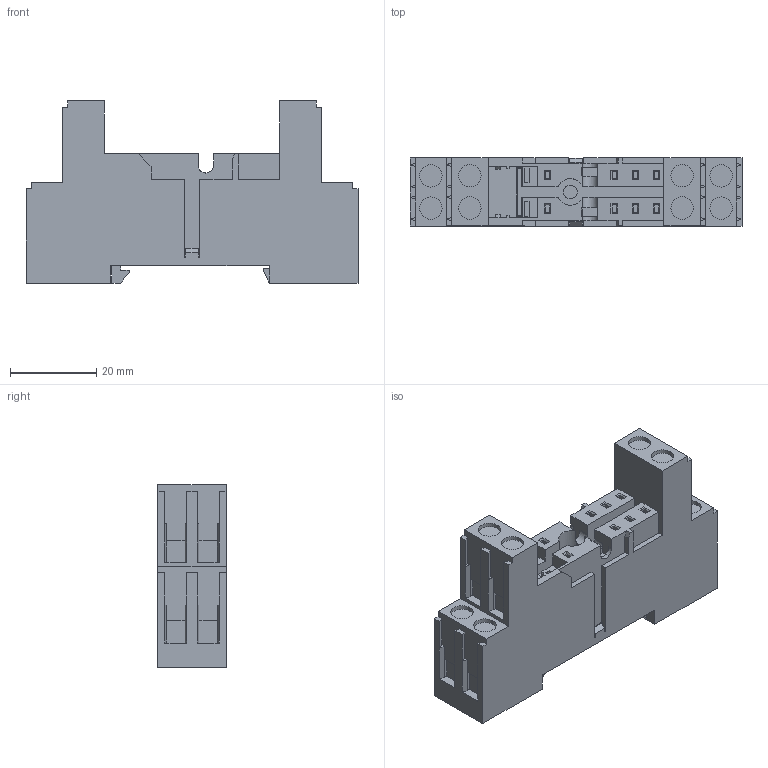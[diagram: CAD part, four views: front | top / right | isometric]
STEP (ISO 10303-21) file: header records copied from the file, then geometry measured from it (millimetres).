
FILE_DESCRIPTION(/* description */ (''),/* implementation_level */ '2;1');
FILE_NAME(/* name */ 'c_rt78725---_3d.stp',/* time_stamp */ '2020-03-09T16:33:30+01:00',/* author */ ('f.bogacz'),/* organization */ (''),/* preprocessor_version */ 'ST-DEVELOPER v17.2',/* originating_system */ 'AutoCAD Mechanical',/* authorisation */ '');
FILE_SCHEMA (('AUTOMOTIVE_DESIGN { 1 0 10303 214 3 1 1 }'));
Length unit declared in the file: millimetre
Products named in the file (2): Product; RT78725---
Assembly tree (1 placements, depth 2):
  Product
    RT78725---
Bounding box: 77 x 15.8 x 42.3 mm (x, y, z)
Volume: 32411.8 mm3; surface area: 10736.9 mm2
Topology: 1 solids, 1 shells, 399 faces, 1029 edges, 658 vertices
Faces by surface type: plane 371, cylinder 28
Entity records: 11884 total; most frequent: CARTESIAN_POINT 2107, ORIENTED_EDGE 2058, DIRECTION 1887, EDGE_CURVE 1029, LINE 971, VECTOR 971, VERTEX_POINT 658, AXIS2_PLACEMENT_3D 458
